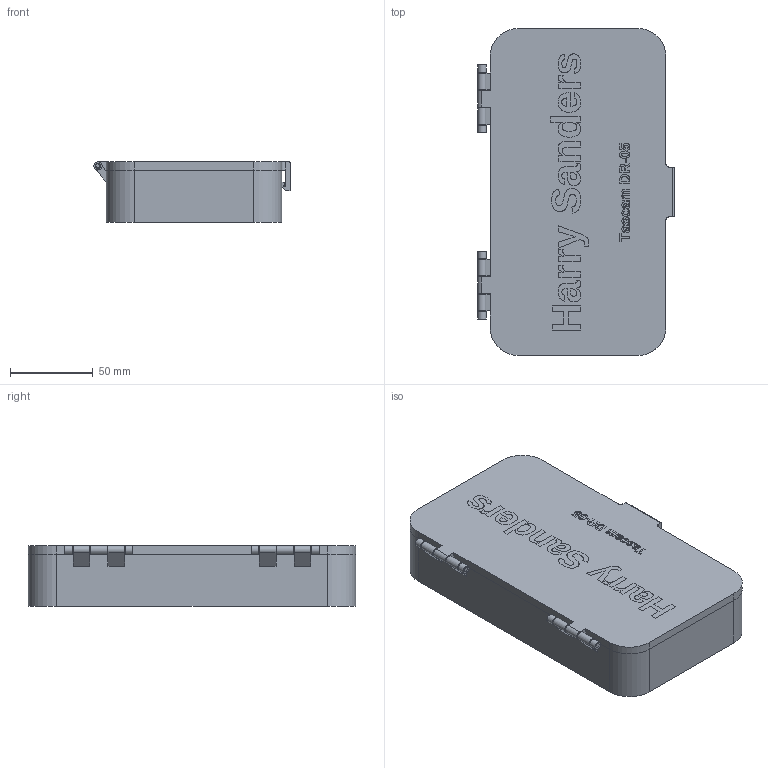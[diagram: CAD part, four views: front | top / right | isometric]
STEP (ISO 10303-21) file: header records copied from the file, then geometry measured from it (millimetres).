
FILE_DESCRIPTION(/* description */ ('STEP AP242','CAx-IF Rec.Pracs.---Representation and Presentation of Product Manufacturing Information (PMI)---4.0---2014-10-13','CAx-IF Rec.Pracs.---3D Tessellated Geometry---0.4---2014-09-14','2;1'),/* implementation_level */ '2;1');
FILE_NAME(/* name */ '668ee85e247d3776dd5c9f86',/* time_stamp */ '2024-07-10T20:00:32Z',/* author */ (''),/* organization */ (''),/* preprocessor_version */ 'ST-DEVELOPER v20',/* originating_system */ ' ',/* authorisation */ ' ');
FILE_SCHEMA (('AP242_MANAGED_MODEL_BASED_3D_ENGINEERING_MIM_LF { 1 0 10303 442 1 1 4 }'));
Length unit declared in the file: metre
Products named in the file (29): Assembly 2; Part 6; Part 16; Part 5; Part 1; Part 19; Part 17; Part 18; Part 8; Part 10; Part 7; Part 3; Part 23; Part 9; Part 21; Part 14; Part 12; Part 11; Part 15; Part 2; Part 24; Part 13; Part 4; Part 22; Part 20
Assembly tree (31 placements, depth 2):
  Assembly 2
    Part 6
    Part 16
    Part 5
    Part 1  x2
    Part 19
    Part 17
    Part 18
    Part 8
    Part 10
    Part 7
    Part 3
    Part 23
    Part 9
    Part 1
    Part 21
    Part 14
    Part 12
    Part 1
    Part 11
    Part 15
    Part 2
    Part 24
    Part 13
    Part 2  x2
    Part 3  x2
    Part 4
    Part 22
    Part 20
Bounding box: 118.5 x 197.38 x 36.5 mm (x, y, z)
Volume: 537292.1 mm3; surface area: 126370.5 mm2
Topology: 31 solids, 31 shells, 1309 faces, 3545 edges, 2322 vertices
Faces by surface type: bspline 736, plane 450, cylinder 85, torus 20, sphere 18
Full cylindrical faces by diameter (mm): 2.5 x2, 3 x4, 3.5 x6, 5 x4
Entity records: 43656 total; most frequent: CARTESIAN_POINT 15233, ORIENTED_EDGE 6998, EDGE_CURVE 3499, DIRECTION 3395, VERTEX_POINT 2310, LINE 1843, VECTOR 1843, B_SPLINE_CURVE_WITH_KNOTS 1472
